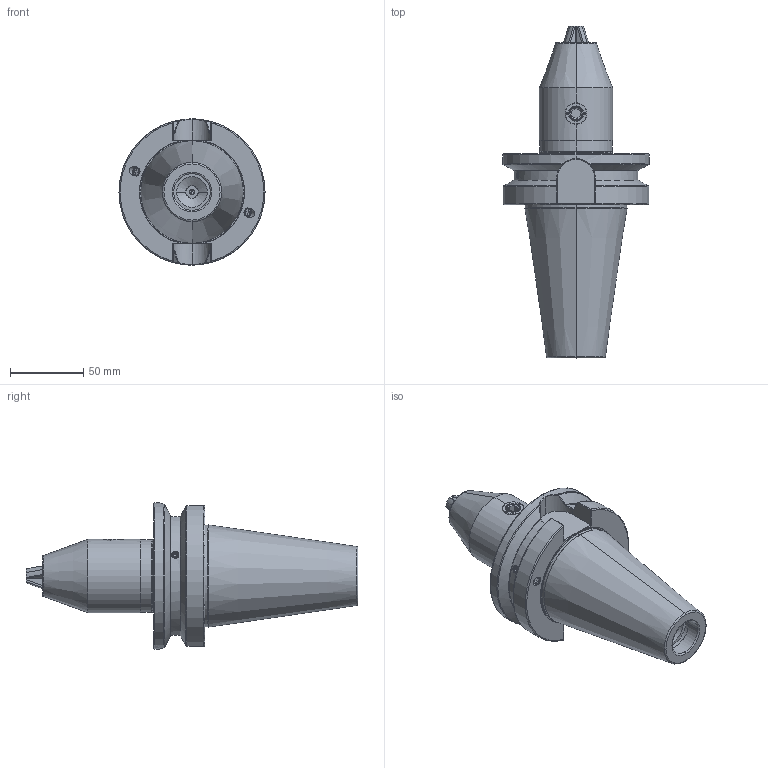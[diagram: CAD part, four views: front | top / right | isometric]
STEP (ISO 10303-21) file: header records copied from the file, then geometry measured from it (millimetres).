
FILE_DESCRIPTION (( 'STEP AP203' ), '1' );
FILE_NAME ('505.15.16-BT22360.STEP', '2017-04-10T10:47:06', ( '' ), ( '' ), 'SwSTEP 2.0', 'SolidWorks 2013', '' );
FILE_SCHEMA (( 'CONFIG_CONTROL_DESIGN' ));
Length unit declared in the file: millimetre
Products named in the file (15): 1331402-08B; 1332401-103A; BT22350-01C; SB01-8001; 1331503-01F; KR02-9096; 1331502-0200E; 1331503C--; 1331503-03B; KM10-2045; 1331402-04D; KM10-2001; 1331402-05B; 505.15.16-BT22360; 1331402-06F
Assembly tree (17 placements, depth 3):
  KR02-9096
  505.15.16-BT22360
    BT22350-01C
    1331503C--
      1331503-01F
      1331502-0200E
      1331503-03B
      1331402-04D
      1331402-05B
      1331402-06F
      1331402-08B
      1332401-103A  x3
      SB01-8001
    KM10-2045  x2
    KM10-2001  x2
Bounding box: 100 x 227.14 x 100 mm (x, y, z)
Volume: 555378.8 mm3; surface area: 108914 mm2
Topology: 16 solids, 16 shells, 1063 faces, 2801 edges, 1770 vertices
Faces by surface type: cylinder 374, plane 325, cone 250, torus 74, bspline 40
Entity records: 38072 total; most frequent: CARTESIAN_POINT 13962, ORIENTED_EDGE 5154, DIRECTION 4188, EDGE_CURVE 2577, AXIS2_PLACEMENT_3D 1681, VERTEX_POINT 1643, EDGE_LOOP 1038, ADVANCED_FACE 976
